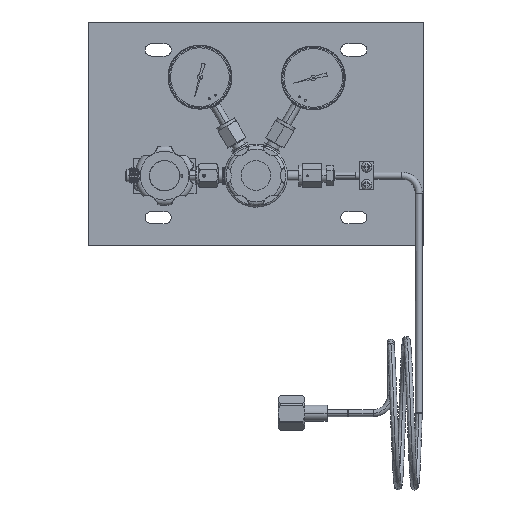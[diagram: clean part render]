
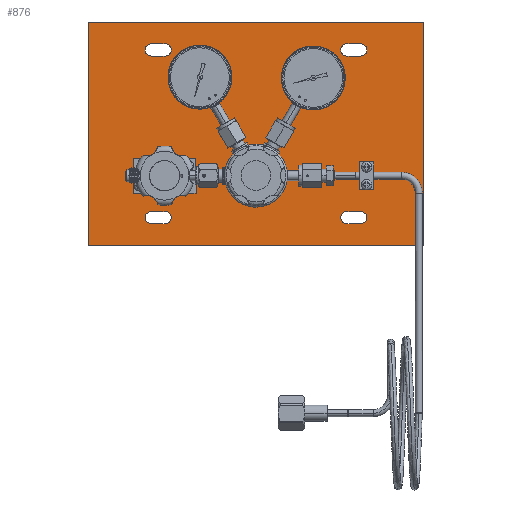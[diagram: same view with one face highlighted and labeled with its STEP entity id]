
A CAD part, top view. The second image highlights one B-rep face of the part: STEP entity #876.
In plain terms, the highlighted planar face has unit normal (0, 0, 1).
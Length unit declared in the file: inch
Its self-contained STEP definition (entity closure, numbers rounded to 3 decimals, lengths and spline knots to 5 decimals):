
#165=DIRECTION('',(0.,-1.,0.));
#166=VECTOR('',#165,8.);
#167=CARTESIAN_POINT('',(-6.,4.,0.09));
#168=LINE('',#167,#166);
#169=DIRECTION('',(-1.,0.,0.));
#170=VECTOR('',#169,12.);
#171=CARTESIAN_POINT('',(6.,4.,0.09));
#172=LINE('',#171,#170);
#173=DIRECTION('',(0.,1.,0.));
#174=VECTOR('',#173,8.);
#175=CARTESIAN_POINT('',(6.,-4.,0.09));
#176=LINE('',#175,#174);
#177=DIRECTION('',(1.,0.,0.));
#178=VECTOR('',#177,12.);
#179=CARTESIAN_POINT('',(-6.,-4.,0.09));
#180=LINE('',#179,#178);
#181=DIRECTION('',(-1.,0.,0.));
#182=VECTOR('',#181,0.5);
#183=CARTESIAN_POINT('',(-3.25,-2.782,0.09));
#184=LINE('',#183,#182);
#185=CARTESIAN_POINT('',(-3.75,-3.,0.09));
#186=DIRECTION('',(0.,0.,1.));
#187=DIRECTION('',(0.,1.,0.));
#188=AXIS2_PLACEMENT_3D('',#185,#186,#187);
#190=DIRECTION('',(1.,0.,0.));
#191=VECTOR('',#190,0.5);
#192=CARTESIAN_POINT('',(-3.75,-3.218,0.09));
#193=LINE('',#192,#191);
#194=CARTESIAN_POINT('',(-3.25,-3.,0.09));
#195=DIRECTION('',(0.,0.,1.));
#196=DIRECTION('',(0.,-1.,0.));
#197=AXIS2_PLACEMENT_3D('',#194,#195,#196);
#199=DIRECTION('',(-1.,0.,0.));
#200=VECTOR('',#199,0.5);
#201=CARTESIAN_POINT('',(3.75,-2.782,0.09));
#202=LINE('',#201,#200);
#203=CARTESIAN_POINT('',(3.25,-3.,0.09));
#204=DIRECTION('',(0.,0.,1.));
#205=DIRECTION('',(0.,1.,0.));
#206=AXIS2_PLACEMENT_3D('',#203,#204,#205);
#208=DIRECTION('',(1.,0.,0.));
#209=VECTOR('',#208,0.5);
#210=CARTESIAN_POINT('',(3.25,-3.218,0.09));
#211=LINE('',#210,#209);
#212=CARTESIAN_POINT('',(3.75,-3.,0.09));
#213=DIRECTION('',(0.,0.,1.));
#214=DIRECTION('',(0.,-1.,0.));
#215=AXIS2_PLACEMENT_3D('',#212,#213,#214);
#217=DIRECTION('',(-1.,0.,0.));
#218=VECTOR('',#217,0.5);
#219=CARTESIAN_POINT('',(-3.25,3.218,0.09));
#220=LINE('',#219,#218);
#221=CARTESIAN_POINT('',(-3.75,3.,0.09));
#222=DIRECTION('',(0.,0.,1.));
#223=DIRECTION('',(0.,1.,0.));
#224=AXIS2_PLACEMENT_3D('',#221,#222,#223);
#226=DIRECTION('',(1.,0.,0.));
#227=VECTOR('',#226,0.5);
#228=CARTESIAN_POINT('',(-3.75,2.782,0.09));
#229=LINE('',#228,#227);
#230=CARTESIAN_POINT('',(-3.25,3.,0.09));
#231=DIRECTION('',(0.,0.,1.));
#232=DIRECTION('',(0.,-1.,0.));
#233=AXIS2_PLACEMENT_3D('',#230,#231,#232);
#235=DIRECTION('',(-1.,0.,0.));
#236=VECTOR('',#235,0.5);
#237=CARTESIAN_POINT('',(3.75,3.218,0.09));
#238=LINE('',#237,#236);
#239=CARTESIAN_POINT('',(3.25,3.,0.09));
#240=DIRECTION('',(0.,0.,1.));
#241=DIRECTION('',(0.,1.,0.));
#242=AXIS2_PLACEMENT_3D('',#239,#240,#241);
#244=DIRECTION('',(1.,0.,0.));
#245=VECTOR('',#244,0.5);
#246=CARTESIAN_POINT('',(3.25,2.782,0.09));
#247=LINE('',#246,#245);
#248=CARTESIAN_POINT('',(3.75,3.,0.09));
#249=DIRECTION('',(0.,0.,1.));
#250=DIRECTION('',(0.,-1.,0.));
#251=AXIS2_PLACEMENT_3D('',#248,#249,#250);
#253=CARTESIAN_POINT('',(-4.175,-1.853,0.09));
#254=DIRECTION('',(0.,0.,1.));
#255=DIRECTION('',(-1.,0.,0.));
#256=AXIS2_PLACEMENT_3D('',#253,#254,#255);
#258=CARTESIAN_POINT('',(-4.175,-1.853,0.09));
#259=DIRECTION('',(0.,0.,1.));
#260=DIRECTION('',(1.,0.,0.));
#261=AXIS2_PLACEMENT_3D('',#258,#259,#260);
#263=CARTESIAN_POINT('',(-2.425,-1.147,0.09));
#264=DIRECTION('',(0.,0.,1.));
#265=DIRECTION('',(-1.,0.,0.));
#266=AXIS2_PLACEMENT_3D('',#263,#264,#265);
#268=CARTESIAN_POINT('',(-2.425,-1.147,0.09));
#269=DIRECTION('',(0.,0.,1.));
#270=DIRECTION('',(1.,0.,0.));
#271=AXIS2_PLACEMENT_3D('',#268,#269,#270);
#273=CARTESIAN_POINT('',(-0.438,-1.5,0.09));
#274=DIRECTION('',(0.,0.,-1.));
#275=DIRECTION('',(-1.,0.,0.));
#276=AXIS2_PLACEMENT_3D('',#273,#274,#275);
#278=CARTESIAN_POINT('',(-0.438,-1.5,0.09));
#279=DIRECTION('',(0.,0.,-1.));
#280=DIRECTION('',(1.,0.,0.));
#281=AXIS2_PLACEMENT_3D('',#278,#279,#280);
#283=CARTESIAN_POINT('',(0.437,-1.5,0.09));
#284=DIRECTION('',(0.,0.,-1.));
#285=DIRECTION('',(-1.,0.,0.));
#286=AXIS2_PLACEMENT_3D('',#283,#284,#285);
#288=CARTESIAN_POINT('',(0.437,-1.5,0.09));
#289=DIRECTION('',(0.,0.,-1.));
#290=DIRECTION('',(1.,0.,0.));
#291=AXIS2_PLACEMENT_3D('',#288,#289,#290);
#293=CARTESIAN_POINT('',(3.955,-1.813,0.09));
#294=DIRECTION('',(0.,0.,-1.));
#295=DIRECTION('',(-1.,0.,0.));
#296=AXIS2_PLACEMENT_3D('',#293,#294,#295);
#298=CARTESIAN_POINT('',(3.955,-1.813,0.09));
#299=DIRECTION('',(0.,0.,-1.));
#300=DIRECTION('',(1.,0.,0.));
#301=AXIS2_PLACEMENT_3D('',#298,#299,#300);
#303=CARTESIAN_POINT('',(3.955,-1.188,0.09));
#304=DIRECTION('',(0.,0.,-1.));
#305=DIRECTION('',(-1.,0.,0.));
#306=AXIS2_PLACEMENT_3D('',#303,#304,#305);
#308=CARTESIAN_POINT('',(3.955,-1.188,0.09));
#309=DIRECTION('',(0.,0.,-1.));
#310=DIRECTION('',(1.,0.,0.));
#311=AXIS2_PLACEMENT_3D('',#308,#309,#310);
#505=CARTESIAN_POINT('',(-6.,4.,0.09));
#506=CARTESIAN_POINT('',(-6.,-4.,0.09));
#507=VERTEX_POINT('',#505);
#508=VERTEX_POINT('',#506);
#509=CARTESIAN_POINT('',(6.,-4.,0.09));
#510=VERTEX_POINT('',#509);
#511=CARTESIAN_POINT('',(6.,4.,0.09));
#512=VERTEX_POINT('',#511);
#521=CARTESIAN_POINT('',(-3.25,-2.782,0.09));
#522=CARTESIAN_POINT('',(-3.75,-2.782,0.09));
#523=VERTEX_POINT('',#521);
#524=VERTEX_POINT('',#522);
#525=CARTESIAN_POINT('',(-3.75,-3.218,0.09));
#526=VERTEX_POINT('',#525);
#527=CARTESIAN_POINT('',(-3.25,-3.218,0.09));
#528=VERTEX_POINT('',#527);
#537=CARTESIAN_POINT('',(3.75,-2.782,0.09));
#538=CARTESIAN_POINT('',(3.25,-2.782,0.09));
#539=VERTEX_POINT('',#537);
#540=VERTEX_POINT('',#538);
#541=CARTESIAN_POINT('',(3.25,-3.218,0.09));
#542=VERTEX_POINT('',#541);
#543=CARTESIAN_POINT('',(3.75,-3.218,0.09));
#544=VERTEX_POINT('',#543);
#553=CARTESIAN_POINT('',(-3.25,3.218,0.09));
#554=CARTESIAN_POINT('',(-3.75,3.218,0.09));
#555=VERTEX_POINT('',#553);
#556=VERTEX_POINT('',#554);
#557=CARTESIAN_POINT('',(-3.75,2.782,0.09));
#558=VERTEX_POINT('',#557);
#559=CARTESIAN_POINT('',(-3.25,2.782,0.09));
#560=VERTEX_POINT('',#559);
#569=CARTESIAN_POINT('',(3.75,3.218,0.09));
#570=CARTESIAN_POINT('',(3.25,3.218,0.09));
#571=VERTEX_POINT('',#569);
#572=VERTEX_POINT('',#570);
#573=CARTESIAN_POINT('',(3.25,2.782,0.09));
#574=VERTEX_POINT('',#573);
#575=CARTESIAN_POINT('',(3.75,2.782,0.09));
#576=VERTEX_POINT('',#575);
#581=CARTESIAN_POINT('',(-4.2545,-1.853,0.09));
#582=CARTESIAN_POINT('',(-4.0955,-1.853,0.09));
#583=VERTEX_POINT('',#581);
#584=VERTEX_POINT('',#582);
#589=CARTESIAN_POINT('',(-2.5045,-1.147,0.09));
#590=CARTESIAN_POINT('',(-2.3455,-1.147,0.09));
#591=VERTEX_POINT('',#589);
#592=VERTEX_POINT('',#590);
#593=CARTESIAN_POINT('',(-0.547,-1.5,0.09));
#594=CARTESIAN_POINT('',(-0.329,-1.5,0.09));
#595=VERTEX_POINT('',#593);
#596=VERTEX_POINT('',#594);
#597=CARTESIAN_POINT('',(0.328,-1.5,0.09));
#598=CARTESIAN_POINT('',(0.546,-1.5,0.09));
#599=VERTEX_POINT('',#597);
#600=VERTEX_POINT('',#598);
#601=CARTESIAN_POINT('',(3.846,-1.813,0.09));
#602=CARTESIAN_POINT('',(4.064,-1.813,0.09));
#603=VERTEX_POINT('',#601);
#604=VERTEX_POINT('',#602);
#605=CARTESIAN_POINT('',(3.846,-1.188,0.09));
#606=CARTESIAN_POINT('',(4.064,-1.188,0.09));
#607=VERTEX_POINT('',#605);
#608=VERTEX_POINT('',#606);
#789=CARTESIAN_POINT('',(0.,0.,0.09));
#790=DIRECTION('',(0.,0.,1.));
#791=DIRECTION('',(1.,0.,0.));
#792=AXIS2_PLACEMENT_3D('',#789,#790,#791);
#793=PLANE('',#792);
#794=ORIENTED_EDGE('',*,*,#741,.F.);
#795=ORIENTED_EDGE('',*,*,#756,.F.);
#796=ORIENTED_EDGE('',*,*,#770,.F.);
#797=ORIENTED_EDGE('',*,*,#783,.F.);
#798=EDGE_LOOP('',(#794,#795,#796,#797));
#799=FACE_OUTER_BOUND('',#798,.F.);
#801=ORIENTED_EDGE('',*,*,#800,.T.);
#803=ORIENTED_EDGE('',*,*,#802,.T.);
#805=ORIENTED_EDGE('',*,*,#804,.T.);
#807=ORIENTED_EDGE('',*,*,#806,.T.);
#808=EDGE_LOOP('',(#801,#803,#805,#807));
#809=FACE_BOUND('',#808,.F.);
#811=ORIENTED_EDGE('',*,*,#810,.T.);
#813=ORIENTED_EDGE('',*,*,#812,.T.);
#815=ORIENTED_EDGE('',*,*,#814,.T.);
#817=ORIENTED_EDGE('',*,*,#816,.T.);
#818=EDGE_LOOP('',(#811,#813,#815,#817));
#819=FACE_BOUND('',#818,.F.);
#821=ORIENTED_EDGE('',*,*,#820,.T.);
#823=ORIENTED_EDGE('',*,*,#822,.T.);
#825=ORIENTED_EDGE('',*,*,#824,.T.);
#827=ORIENTED_EDGE('',*,*,#826,.T.);
#828=EDGE_LOOP('',(#821,#823,#825,#827));
#829=FACE_BOUND('',#828,.F.);
#831=ORIENTED_EDGE('',*,*,#830,.T.);
#833=ORIENTED_EDGE('',*,*,#832,.T.);
#835=ORIENTED_EDGE('',*,*,#834,.T.);
#837=ORIENTED_EDGE('',*,*,#836,.T.);
#838=EDGE_LOOP('',(#831,#833,#835,#837));
#839=FACE_BOUND('',#838,.F.);
#841=ORIENTED_EDGE('',*,*,#840,.T.);
#843=ORIENTED_EDGE('',*,*,#842,.T.);
#844=EDGE_LOOP('',(#841,#843));
#845=FACE_BOUND('',#844,.F.);
#847=ORIENTED_EDGE('',*,*,#846,.T.);
#849=ORIENTED_EDGE('',*,*,#848,.T.);
#850=EDGE_LOOP('',(#847,#849));
#851=FACE_BOUND('',#850,.F.);
#853=ORIENTED_EDGE('',*,*,#852,.F.);
#855=ORIENTED_EDGE('',*,*,#854,.F.);
#856=EDGE_LOOP('',(#853,#855));
#857=FACE_BOUND('',#856,.F.);
#859=ORIENTED_EDGE('',*,*,#858,.F.);
#861=ORIENTED_EDGE('',*,*,#860,.F.);
#862=EDGE_LOOP('',(#859,#861));
#863=FACE_BOUND('',#862,.F.);
#865=ORIENTED_EDGE('',*,*,#864,.F.);
#867=ORIENTED_EDGE('',*,*,#866,.F.);
#868=EDGE_LOOP('',(#865,#867));
#869=FACE_BOUND('',#868,.F.);
#871=ORIENTED_EDGE('',*,*,#870,.F.);
#873=ORIENTED_EDGE('',*,*,#872,.F.);
#874=EDGE_LOOP('',(#871,#873));
#875=FACE_BOUND('',#874,.F.);
#876=ADVANCED_FACE('',(#799,#809,#819,#829,#839,#845,#851,#857,#863,#869,#875),
#793,.T.);
#189=CIRCLE('',#188,0.218);
#198=CIRCLE('',#197,0.218);
#207=CIRCLE('',#206,0.218);
#216=CIRCLE('',#215,0.218);
#225=CIRCLE('',#224,0.218);
#234=CIRCLE('',#233,0.218);
#243=CIRCLE('',#242,0.218);
#252=CIRCLE('',#251,0.218);
#257=CIRCLE('',#256,0.0795);
#262=CIRCLE('',#261,0.0795);
#267=CIRCLE('',#266,0.0795);
#272=CIRCLE('',#271,0.0795);
#277=CIRCLE('',#276,0.109);
#282=CIRCLE('',#281,0.109);
#287=CIRCLE('',#286,0.109);
#292=CIRCLE('',#291,0.109);
#297=CIRCLE('',#296,0.109);
#302=CIRCLE('',#301,0.109);
#307=CIRCLE('',#306,0.109);
#312=CIRCLE('',#311,0.109);
#741=EDGE_CURVE('',#507,#508,#168,.T.);
#756=EDGE_CURVE('',#512,#507,#172,.T.);
#770=EDGE_CURVE('',#510,#512,#176,.T.);
#783=EDGE_CURVE('',#508,#510,#180,.T.);
#800=EDGE_CURVE('',#523,#524,#184,.T.);
#802=EDGE_CURVE('',#524,#526,#189,.T.);
#804=EDGE_CURVE('',#526,#528,#193,.T.);
#806=EDGE_CURVE('',#528,#523,#198,.T.);
#810=EDGE_CURVE('',#539,#540,#202,.T.);
#812=EDGE_CURVE('',#540,#542,#207,.T.);
#814=EDGE_CURVE('',#542,#544,#211,.T.);
#816=EDGE_CURVE('',#544,#539,#216,.T.);
#820=EDGE_CURVE('',#555,#556,#220,.T.);
#822=EDGE_CURVE('',#556,#558,#225,.T.);
#824=EDGE_CURVE('',#558,#560,#229,.T.);
#826=EDGE_CURVE('',#560,#555,#234,.T.);
#830=EDGE_CURVE('',#571,#572,#238,.T.);
#832=EDGE_CURVE('',#572,#574,#243,.T.);
#834=EDGE_CURVE('',#574,#576,#247,.T.);
#836=EDGE_CURVE('',#576,#571,#252,.T.);
#840=EDGE_CURVE('',#583,#584,#257,.T.);
#842=EDGE_CURVE('',#584,#583,#262,.T.);
#846=EDGE_CURVE('',#591,#592,#267,.T.);
#848=EDGE_CURVE('',#592,#591,#272,.T.);
#852=EDGE_CURVE('',#595,#596,#277,.T.);
#854=EDGE_CURVE('',#596,#595,#282,.T.);
#858=EDGE_CURVE('',#599,#600,#287,.T.);
#860=EDGE_CURVE('',#600,#599,#292,.T.);
#864=EDGE_CURVE('',#603,#604,#297,.T.);
#866=EDGE_CURVE('',#604,#603,#302,.T.);
#870=EDGE_CURVE('',#607,#608,#307,.T.);
#872=EDGE_CURVE('',#608,#607,#312,.T.);
